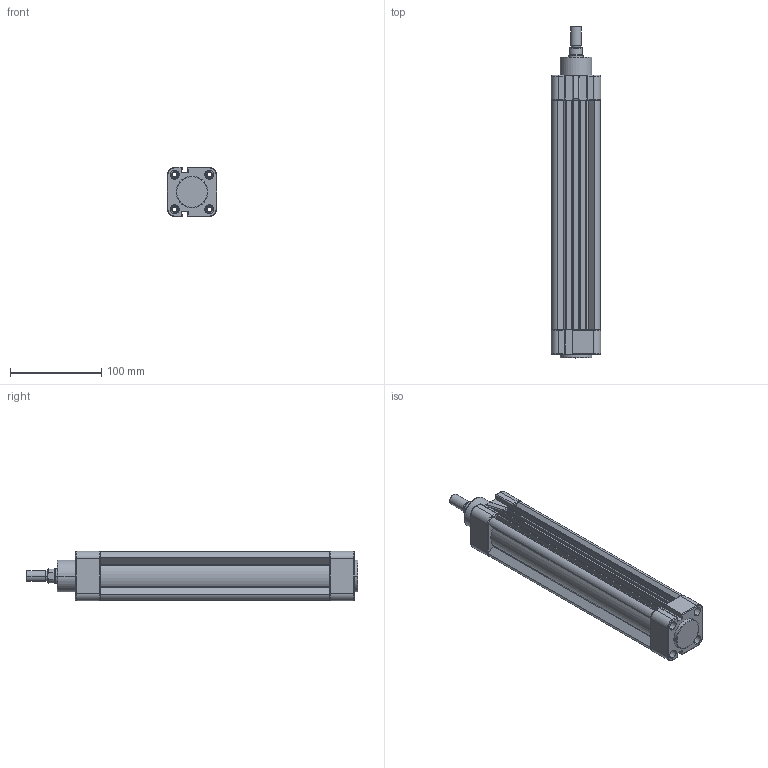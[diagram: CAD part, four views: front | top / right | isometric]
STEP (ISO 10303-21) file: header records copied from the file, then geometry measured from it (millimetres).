
FILE_DESCRIPTION (( 'STEP AP214' ), '1' );
FILE_NAME ('DMCA040-0200.STEP', '2015-05-21T14:40:41', ( '' ), ( '' ), 'SwSTEP 2.0', 'SolidWorks 2015', '' );
FILE_SCHEMA (( 'AUTOMOTIVE_DESIGN' ));
Length unit declared in the file: millimetre
Products named in the file (4): DMCA040-0200; DMCA 040 voorkap met stang; DMCA 040 profile_DMCA040-0200; DMCA 040 achterkap
Assembly tree (3 placements, depth 2):
  DMCA040-0200
    DMCA 040 profile_DMCA040-0200
    DMCA 040 achterkap
    DMCA 040 voorkap met stang
Bounding box: 54 x 363 x 54 mm (x, y, z)
Volume: 264336.7 mm3; surface area: 174930.1 mm2
Topology: 2 solids, 4 shells, 366 faces, 963 edges, 622 vertices
Faces by surface type: cylinder 144, plane 120, cone 56, bspline 30, torus 16
Entity records: 14880 total; most frequent: CARTESIAN_POINT 4121, DIRECTION 1957, ORIENTED_EDGE 1884, EDGE_CURVE 963, AXIS2_PLACEMENT_3D 748, VERTEX_POINT 622, LINE 461, VECTOR 461
